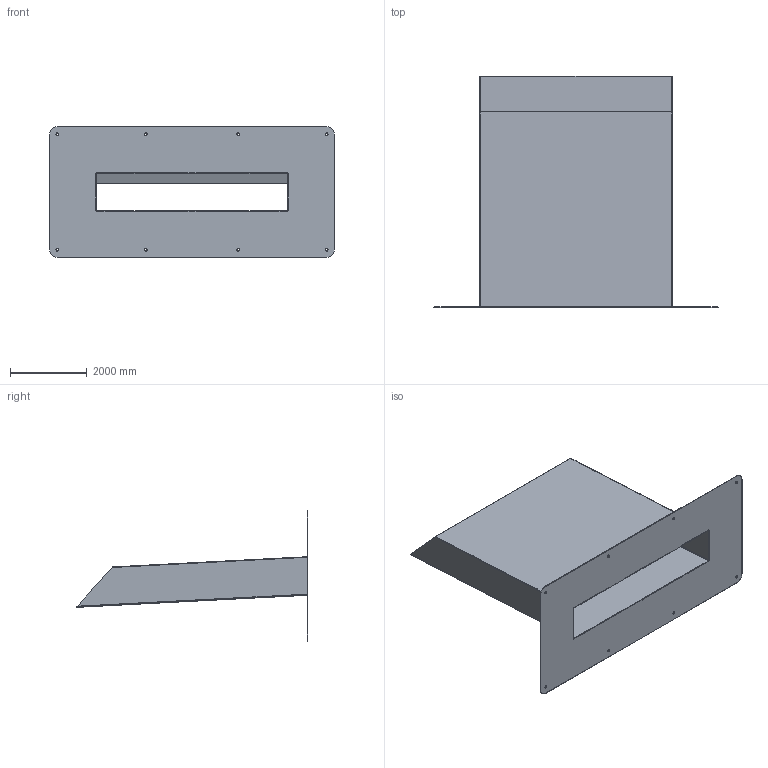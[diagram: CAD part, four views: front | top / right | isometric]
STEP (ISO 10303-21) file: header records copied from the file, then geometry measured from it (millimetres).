
FILE_DESCRIPTION(/* description */ (''),/* implementation_level */ '2;1');
FILE_NAME(/* name */ '19042.000X_3D.stp',/* time_stamp */ '2024-12-12T07:52:51+01:00',/* author */ ('CAD'),/* organization */ (''),/* preprocessor_version */ 'ST-DEVELOPER v20',/* originating_system */ 'AutoCAD Mechanical',/* authorisation */ '');
FILE_SCHEMA (('AUTOMOTIVE_DESIGN { 1 0 10303 214 3 1 1 }'));
Length unit declared in the file: centimetre
Products named in the file (2): Product; *S0
Assembly tree (1 placements, depth 2):
  Product
    *S0
Bounding box: 7400 x 6015 x 3400 mm (x, y, z)
Volume: 1292121119.3 mm3; surface area: 173525155.1 mm2
Topology: 3 solids, 3 shells, 190 faces, 553 edges, 370 vertices
Faces by surface type: plane 170, cylinder 20
Full cylindrical faces by diameter (mm): 70 x8
Entity records: 6286 total; most frequent: CARTESIAN_POINT 1116, ORIENTED_EDGE 1104, DIRECTION 979, EDGE_CURVE 552, LINE 513, VECTOR 513, VERTEX_POINT 368, AXIS2_PLACEMENT_3D 233
